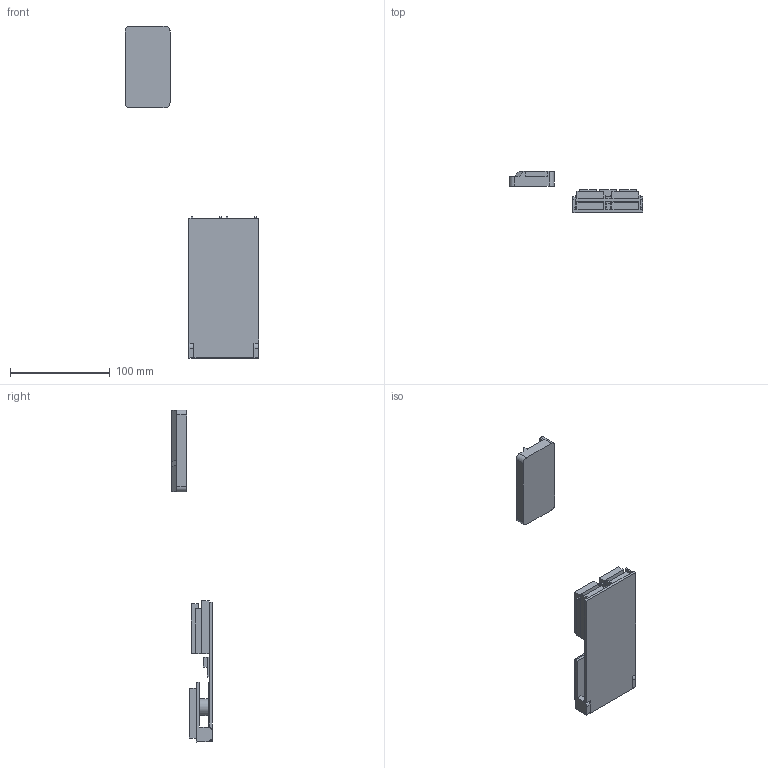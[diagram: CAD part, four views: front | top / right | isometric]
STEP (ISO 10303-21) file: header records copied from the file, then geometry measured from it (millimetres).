
FILE_DESCRIPTION(/* description */ (''),/* implementation_level */ '2;1');
FILE_NAME(/* name */ 'base1_1.stp',/* time_stamp */ '2020-03-13T22:52:37+08:00',/* author */ ('Pulag'),/* organization */ (''),/* preprocessor_version */ 'ST-DEVELOPER v17',/* originating_system */ 'Autodesk Inventor 2019',/* authorisation */ '');
FILE_SCHEMA (('AUTOMOTIVE_DESIGN { 1 0 10303 214 3 1 1 }'));
Length unit declared in the file: millimetre
Products named in the file (9): base1_1; APM; POWER_DELIVERY; POWER_distribution; ESC; UBEC; base_1; base_2; base_3
Assembly tree (13 placements, depth 2):
  base1_1
    APM
    ESC  x4
    POWER_DELIVERY
    POWER_distribution
    UBEC  x3
    base_1
    base_2
    base_3
Bounding box: 133.96 x 40.9 x 332.45 mm (x, y, z)
Volume: 164862.3 mm3; surface area: 82758.3 mm2
Topology: 13 solids, 13 shells, 168 faces, 408 edges, 269 vertices
Faces by surface type: plane 144, cylinder 24
Full cylindrical faces by diameter (mm): 2 x4, 3 x8, 17 x2
Entity records: 4586 total; most frequent: CARTESIAN_POINT 738, DIRECTION 718, ORIENTED_EDGE 696, EDGE_CURVE 348, LINE 300, VECTOR 300, VERTEX_POINT 229, AXIS2_PLACEMENT_3D 209
